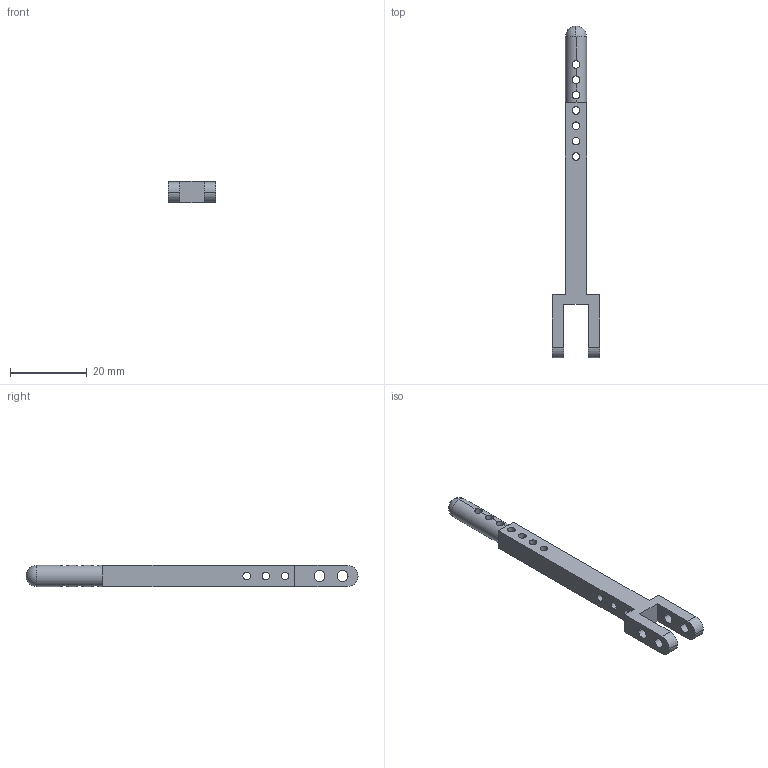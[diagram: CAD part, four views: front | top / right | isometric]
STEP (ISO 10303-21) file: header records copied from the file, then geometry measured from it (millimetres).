
FILE_DESCRIPTION (( 'STEP AP203' ), '1' );
FILE_NAME ('NucleoSuportSuport.STEP', '2018-10-23T07:05:04', ( '' ), ( '' ), 'SwSTEP 2.0', 'SolidWorks 2016', '' );
FILE_SCHEMA (( 'CONFIG_CONTROL_DESIGN' ));
Length unit declared in the file: millimetre
Products named in the file (1): NucleoSuportSuport
Bounding box: 12.5 x 86.5 x 5.5 mm (x, y, z)
Volume: 2334.5 mm3; surface area: 2433.4 mm2
Topology: 1 solids, 1 shells, 51 faces, 162 edges, 105 vertices
Faces by surface type: cylinder 34, plane 15, sphere 2
Entity records: 2077 total; most frequent: CARTESIAN_POINT 529, ORIENTED_EDGE 316, DIRECTION 298, EDGE_CURVE 158, AXIS2_PLACEMENT_3D 112, VERTEX_POINT 103, VECTOR 74, LINE 74
